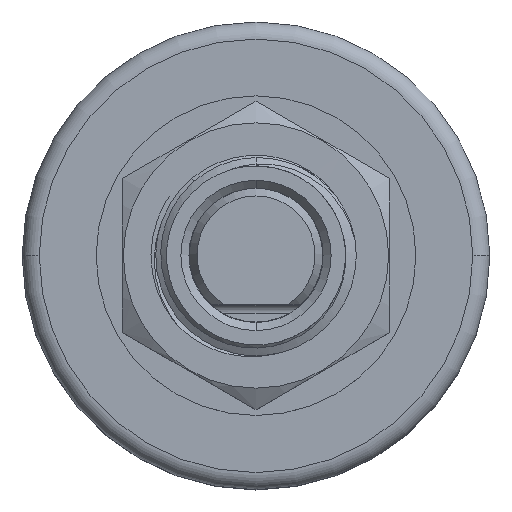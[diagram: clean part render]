
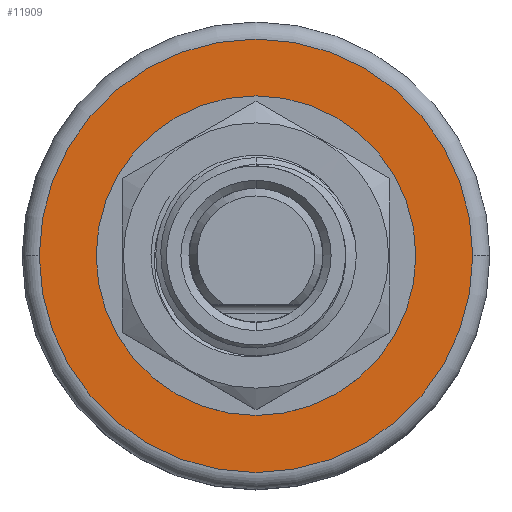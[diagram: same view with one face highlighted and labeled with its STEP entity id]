
A CAD part, top view. The second image highlights one B-rep face of the part: STEP entity #11909.
In plain terms, the highlighted planar face has unit normal (0, 0, 1).
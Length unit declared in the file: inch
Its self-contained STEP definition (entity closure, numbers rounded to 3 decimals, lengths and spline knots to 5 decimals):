
#2033=CARTESIAN_POINT('',(0.,0.,0.38));
#2034=DIRECTION('',(0.,0.,1.));
#2035=DIRECTION('',(-1.,0.,0.));
#2036=AXIS2_PLACEMENT_3D('',#2033,#2034,#2035);
#2048=CARTESIAN_POINT('',(0.,0.,0.38));
#2049=DIRECTION('',(0.,0.,-1.));
#2050=DIRECTION('',(0.,-1.,0.));
#2051=AXIS2_PLACEMENT_3D('',#2048,#2049,#2050);
#2053=CARTESIAN_POINT('',(0.,0.,0.38));
#2054=DIRECTION('',(0.,0.,-1.));
#2055=DIRECTION('',(0.,1.,0.));
#2056=AXIS2_PLACEMENT_3D('',#2053,#2054,#2055);
#2058=CARTESIAN_POINT('',(0.,0.,0.38));
#2059=DIRECTION('',(0.,0.,1.));
#2060=DIRECTION('',(1.,0.,0.));
#2061=AXIS2_PLACEMENT_3D('',#2058,#2059,#2060);
#10177=CARTESIAN_POINT('',(0.4055,0.,0.38));
#10178=CARTESIAN_POINT('',(-0.4055,0.,0.38));
#10179=VERTEX_POINT('',#10177);
#10180=VERTEX_POINT('',#10178);
#10267=CARTESIAN_POINT('',(0.,-0.249,0.38));
#10268=CARTESIAN_POINT('',(0.,0.249,0.38));
#10269=VERTEX_POINT('',#10267);
#10270=VERTEX_POINT('',#10268);
#11893=CARTESIAN_POINT('',(0.,0.,0.38));
#11894=DIRECTION('',(0.,0.,1.));
#11895=DIRECTION('',(-1.,0.,0.));
#11896=AXIS2_PLACEMENT_3D('',#11893,#11894,#11895);
#11897=PLANE('',#11896);
#11899=ORIENTED_EDGE('',*,*,#11898,.F.);
#11900=ORIENTED_EDGE('',*,*,#11883,.F.);
#11901=EDGE_LOOP('',(#11899,#11900));
#11902=FACE_OUTER_BOUND('',#11901,.F.);
#11904=ORIENTED_EDGE('',*,*,#11903,.F.);
#11906=ORIENTED_EDGE('',*,*,#11905,.F.);
#11907=EDGE_LOOP('',(#11904,#11906));
#11908=FACE_BOUND('',#11907,.F.);
#11909=ADVANCED_FACE('',(#11902,#11908),#11897,.T.);
#2037=CIRCLE('',#2036,0.4055);
#2052=CIRCLE('',#2051,0.249);
#2057=CIRCLE('',#2056,0.249);
#2062=CIRCLE('',#2061,0.4055);
#11883=EDGE_CURVE('',#10180,#10179,#2037,.T.);
#11898=EDGE_CURVE('',#10179,#10180,#2062,.T.);
#11903=EDGE_CURVE('',#10269,#10270,#2052,.T.);
#11905=EDGE_CURVE('',#10270,#10269,#2057,.T.);
